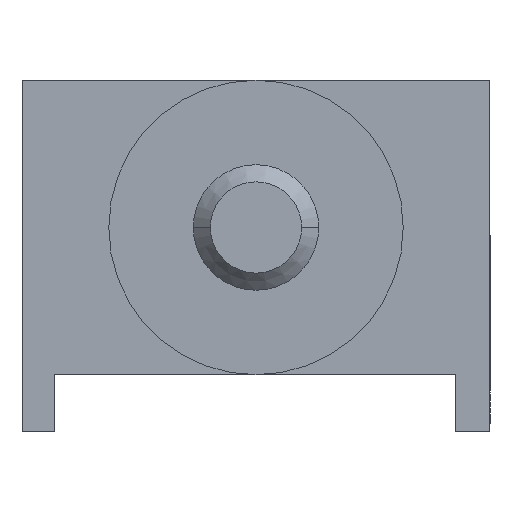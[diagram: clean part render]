
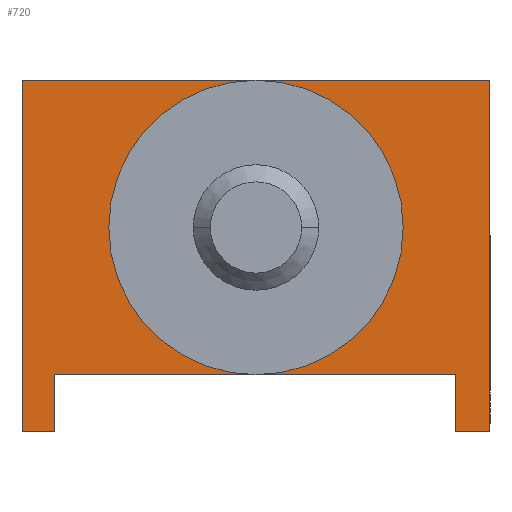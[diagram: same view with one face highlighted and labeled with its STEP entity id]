
A CAD part, left-side view. The second image highlights one B-rep face of the part: STEP entity #720.
In plain terms, the highlighted planar face has unit normal (-1, 0, 0).
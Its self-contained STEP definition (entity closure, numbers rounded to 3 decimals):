
#26 = VECTOR ( 'NONE', #635, 1000. ) ;
#54 = ORIENTED_EDGE ( 'NONE', *, *, #1358, .F. ) ;
#61 = DIRECTION ( 'NONE',  ( 0., -1., 0. ) ) ;
#88 = CARTESIAN_POINT ( 'NONE',  ( 0.3, 7.118, 50.613 ) ) ;
#90 = LINE ( 'NONE', #1247, #731 ) ;
#120 = DIRECTION ( 'NONE',  ( 0., 0., -1. ) ) ;
#133 = ORIENTED_EDGE ( 'NONE', *, *, #664, .F. ) ;
#154 = CARTESIAN_POINT ( 'NONE',  ( 0.3, 7.118, 50.613 ) ) ;
#195 = EDGE_CURVE ( 'NONE', #883, #607, #1461, .T. ) ;
#207 = DIRECTION ( 'NONE',  ( 0., 1., 0. ) ) ;
#273 = CARTESIAN_POINT ( 'NONE',  ( 0.3, 7.118, 19.813 ) ) ;
#279 = EDGE_LOOP ( 'NONE', ( #54, #133, #917, #1185, #1023, #1388, #575, #509 ) ) ;
#302 = CARTESIAN_POINT ( 'NONE',  ( 0.3, 48.118, 50.613 ) ) ;
#303 = VERTEX_POINT ( 'NONE', #1473 ) ;
#351 = DIRECTION ( 'NONE',  ( 0., 0., -1. ) ) ;
#394 = AXIS2_PLACEMENT_3D ( 'NONE', #645, #1334, #61 ) ;
#403 = VERTEX_POINT ( 'NONE', #999 ) ;
#407 = CARTESIAN_POINT ( 'NONE',  ( 0.3, 7.118, 50.613 ) ) ;
#482 = VECTOR ( 'NONE', #1209, 1000. ) ;
#509 = ORIENTED_EDGE ( 'NONE', *, *, #770, .F. ) ;
#511 = PLANE ( 'NONE',  #394 ) ;
#540 = CARTESIAN_POINT ( 'NONE',  ( 0.3, 45.272, 50.613 ) ) ;
#575 = ORIENTED_EDGE ( 'NONE', *, *, #930, .F. ) ;
#583 = VECTOR ( 'NONE', #1492, 1000. ) ;
#607 = VERTEX_POINT ( 'NONE', #1500 ) ;
#610 = EDGE_CURVE ( 'NONE', #883, #1312, #959, .T. ) ;
#635 = DIRECTION ( 'NONE',  ( 0., 1., 0. ) ) ;
#645 = CARTESIAN_POINT ( 'NONE',  ( 0.3, 7.118, 50.613 ) ) ;
#664 = EDGE_CURVE ( 'NONE', #607, #303, #90, .T. ) ;
#720 = ADVANCED_FACE ( 'NONE', ( #1361 ), #511, .T. ) ;
#731 = VECTOR ( 'NONE', #1495, 1000. ) ;
#764 = VERTEX_POINT ( 'NONE', #774 ) ;
#770 = EDGE_CURVE ( 'NONE', #893, #803, #812, .T. ) ;
#774 = CARTESIAN_POINT ( 'NONE',  ( 0.3, 45.272, 19.813 ) ) ;
#803 = VERTEX_POINT ( 'NONE', #827 ) ;
#812 = LINE ( 'NONE', #1484, #26 ) ;
#827 = CARTESIAN_POINT ( 'NONE',  ( 0.3, 45.272, 24.813 ) ) ;
#849 = LINE ( 'NONE', #273, #1321 ) ;
#858 = CARTESIAN_POINT ( 'NONE',  ( 0.3, 48.118, 50.613 ) ) ;
#883 = VERTEX_POINT ( 'NONE', #407 ) ;
#893 = VERTEX_POINT ( 'NONE', #897 ) ;
#897 = CARTESIAN_POINT ( 'NONE',  ( 0.3, 10.118, 24.813 ) ) ;
#917 = ORIENTED_EDGE ( 'NONE', *, *, #195, .F. ) ;
#930 = EDGE_CURVE ( 'NONE', #803, #764, #1497, .T. ) ;
#959 = LINE ( 'NONE', #88, #1015 ) ;
#999 = CARTESIAN_POINT ( 'NONE',  ( 0.3, 48.118, 19.813 ) ) ;
#1015 = VECTOR ( 'NONE', #207, 1000. ) ;
#1023 = ORIENTED_EDGE ( 'NONE', *, *, #1493, .T. ) ;
#1098 = DIRECTION ( 'NONE',  ( 0., 1., 0. ) ) ;
#1170 = EDGE_CURVE ( 'NONE', #764, #403, #849, .T. ) ;
#1177 = VECTOR ( 'NONE', #351, 1000. ) ;
#1185 = ORIENTED_EDGE ( 'NONE', *, *, #610, .T. ) ;
#1209 = DIRECTION ( 'NONE',  ( 0., 0., 1. ) ) ;
#1247 = CARTESIAN_POINT ( 'NONE',  ( 0.3, 7.118, 19.813 ) ) ;
#1276 = VECTOR ( 'NONE', #120, 1000. ) ;
#1312 = VERTEX_POINT ( 'NONE', #858 ) ;
#1321 = VECTOR ( 'NONE', #1098, 1000. ) ;
#1334 = DIRECTION ( 'NONE',  ( -1., 0., 0. ) ) ;
#1358 = EDGE_CURVE ( 'NONE', #303, #893, #1514, .T. ) ;
#1360 = LINE ( 'NONE', #302, #583 ) ;
#1361 = FACE_OUTER_BOUND ( 'NONE', #279, .T. ) ;
#1388 = ORIENTED_EDGE ( 'NONE', *, *, #1170, .F. ) ;
#1460 = CARTESIAN_POINT ( 'NONE',  ( 0.3, 10.118, 50.613 ) ) ;
#1461 = LINE ( 'NONE', #154, #1276 ) ;
#1473 = CARTESIAN_POINT ( 'NONE',  ( 0.3, 10.118, 19.813 ) ) ;
#1484 = CARTESIAN_POINT ( 'NONE',  ( 0.3, 7.118, 24.813 ) ) ;
#1492 = DIRECTION ( 'NONE',  ( 0., 0., -1. ) ) ;
#1493 = EDGE_CURVE ( 'NONE', #1312, #403, #1360, .T. ) ;
#1495 = DIRECTION ( 'NONE',  ( 0., 1., 0. ) ) ;
#1497 = LINE ( 'NONE', #540, #1177 ) ;
#1500 = CARTESIAN_POINT ( 'NONE',  ( 0.3, 7.118, 19.813 ) ) ;
#1514 = LINE ( 'NONE', #1460, #482 ) ;
